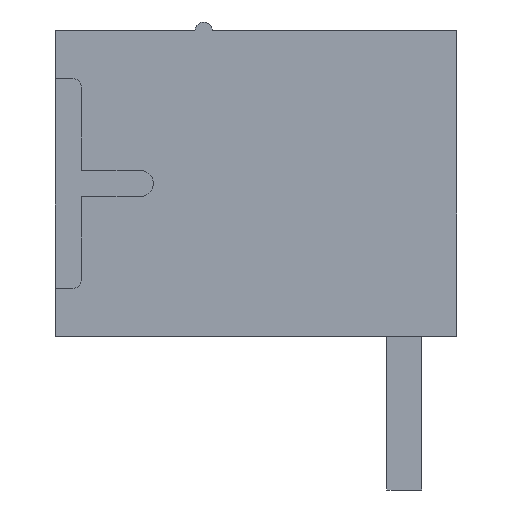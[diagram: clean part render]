
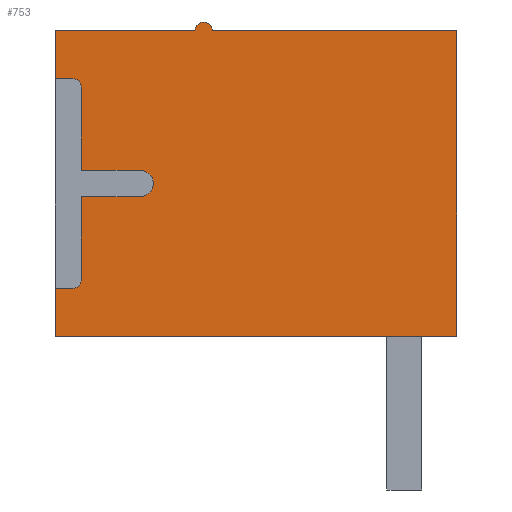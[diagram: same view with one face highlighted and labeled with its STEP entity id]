
A CAD part, left-side view. The second image highlights one B-rep face of the part: STEP entity #753.
In plain terms, the highlighted planar face has unit normal (-1, 0, 0).
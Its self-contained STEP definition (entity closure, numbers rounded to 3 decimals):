
#753=ADVANCED_FACE('3577',(#1877),#1878,.T.);
#1877=FACE_OUTER_BOUND('',#3015,.T.);
#1878=PLANE('',#3016);
#3015=EDGE_LOOP('',(#7468,#7469,#7470,#7471,#7472,#7473,#7474,#7475,#7476,#7477,#7478,#7479,#7480,#7481,#7482,#7483,#7484));
#3016=AXIS2_PLACEMENT_3D('',#7485,#7486,#7487);
#7468=ORIENTED_EDGE('',*,*,#9009,.F.);
#7469=ORIENTED_EDGE('',*,*,#9010,.T.);
#7470=ORIENTED_EDGE('',*,*,#9011,.F.);
#7471=ORIENTED_EDGE('',*,*,#9012,.F.);
#7472=ORIENTED_EDGE('',*,*,#9013,.F.);
#7473=ORIENTED_EDGE('',*,*,#9014,.F.);
#7474=ORIENTED_EDGE('',*,*,#9015,.F.);
#7475=ORIENTED_EDGE('',*,*,#9016,.F.);
#7476=ORIENTED_EDGE('',*,*,#9017,.F.);
#7477=ORIENTED_EDGE('',*,*,#9018,.F.);
#7478=ORIENTED_EDGE('',*,*,#9019,.F.);
#7479=ORIENTED_EDGE('',*,*,#8999,.T.);
#7480=ORIENTED_EDGE('',*,*,#9008,.T.);
#7481=ORIENTED_EDGE('',*,*,#9020,.F.);
#7482=ORIENTED_EDGE('',*,*,#9021,.F.);
#7483=ORIENTED_EDGE('',*,*,#8997,.F.);
#7484=ORIENTED_EDGE('',*,*,#9022,.F.);
#7485=CARTESIAN_POINT('',(-23.15,4.6,-3.5));
#7486=DIRECTION('',(-1.0,0.0,0.0));
#7487=DIRECTION('',(0.0,0.0,1.0));
#8997=EDGE_CURVE('3883',#11368,#11364,#11370,.T.);
#8999=EDGE_CURVE('3838',#11374,#11371,#11375,.T.);
#9008=EDGE_CURVE('3844',#11371,#11387,#11389,.T.);
#9009=EDGE_CURVE('4410',#11390,#11391,#11392,.T.);
#9010=EDGE_CURVE('4404',#11390,#11393,#11394,.T.);
#9011=EDGE_CURVE('4403',#11395,#11393,#11396,.T.);
#9012=EDGE_CURVE('4402',#11397,#11395,#11398,.T.);
#9013=EDGE_CURVE('4401',#11399,#11397,#11400,.T.);
#9014=EDGE_CURVE('4400',#11401,#11399,#11402,.T.);
#9015=EDGE_CURVE('4408',#11403,#11401,#11404,.T.);
#9016=EDGE_CURVE('4407',#11405,#11403,#11406,.T.);
#9017=EDGE_CURVE('4406',#11407,#11405,#11408,.T.);
#9018=EDGE_CURVE('4405',#11409,#11407,#11410,.T.);
#9019=EDGE_CURVE('4409',#11374,#11409,#11411,.T.);
#9020=EDGE_CURVE('3880',#11412,#11387,#11413,.T.);
#9021=EDGE_CURVE('3883',#11364,#11412,#11414,.T.);
#9022=EDGE_CURVE('3879',#11391,#11368,#11415,.T.);
#11364=VERTEX_POINT('',#14997);
#11368=VERTEX_POINT('',#15002);
#11370=CIRCLE('',#15005,0.2);
#11371=VERTEX_POINT('',#15006);
#11374=VERTEX_POINT('',#15010);
#11375=LINE('',#15011,#15012);
#11387=VERTEX_POINT('',#15030);
#11389=LINE('',#15033,#15034);
#11390=VERTEX_POINT('',#15035);
#11391=VERTEX_POINT('',#15036);
#11392=LINE('',#15037,#15038);
#11393=VERTEX_POINT('',#15039);
#11394=LINE('',#15040,#15041);
#11395=VERTEX_POINT('',#15042);
#11396=CIRCLE('',#15043,0.2);
#11397=VERTEX_POINT('',#15044);
#11398=LINE('',#15045,#15046);
#11399=VERTEX_POINT('',#15047);
#11400=LINE('',#15048,#15049);
#11401=VERTEX_POINT('',#15050);
#11402=CIRCLE('',#15051,0.3);
#11403=VERTEX_POINT('',#15052);
#11404=LINE('',#15053,#15054);
#11405=VERTEX_POINT('',#15055);
#11406=LINE('',#15056,#15057);
#11407=VERTEX_POINT('',#15058);
#11408=CIRCLE('',#15059,0.2);
#11409=VERTEX_POINT('',#15060);
#11410=LINE('',#15061,#15062);
#11411=LINE('',#15063,#15064);
#11412=VERTEX_POINT('',#15065);
#11413=LINE('',#15066,#15067);
#11414=CIRCLE('',#15068,0.2);
#11415=LINE('',#15069,#15070);
#14997=CARTESIAN_POINT('',(-23.15,1.2,3.7));
#15002=CARTESIAN_POINT('',(-23.15,1.4,3.5));
#15005=AXIS2_PLACEMENT_3D('',#17023,#17024,#17025);
#15006=CARTESIAN_POINT('',(-23.15,-4.6,-3.5));
#15010=CARTESIAN_POINT('',(-23.15,4.6,-3.5));
#15011=CARTESIAN_POINT('',(-23.15,4.6,-3.5));
#15012=VECTOR('',#17027,9.2);
#15030=CARTESIAN_POINT('',(-23.15,-4.6,3.5));
#15033=CARTESIAN_POINT('',(-23.15,-4.6,-3.5));
#15034=VECTOR('',#17038,7.0);
#15035=CARTESIAN_POINT('',(-23.15,4.6,2.4));
#15036=CARTESIAN_POINT('',(-23.15,4.6,3.5));
#15037=CARTESIAN_POINT('',(-23.15,4.6,2.4));
#15038=VECTOR('',#17039,1.1);
#15039=CARTESIAN_POINT('',(-23.15,4.2,2.4));
#15040=CARTESIAN_POINT('',(-23.15,4.6,2.4));
#15041=VECTOR('',#17040,0.4);
#15042=CARTESIAN_POINT('',(-23.15,4.0,2.2));
#15043=AXIS2_PLACEMENT_3D('',#17041,#17042,#17043);
#15044=CARTESIAN_POINT('',(-23.15,4.0,0.3));
#15045=CARTESIAN_POINT('',(-23.15,4.0,0.3));
#15046=VECTOR('',#17044,1.9);
#15047=CARTESIAN_POINT('',(-23.15,2.65,0.3));
#15048=CARTESIAN_POINT('',(-23.15,2.65,0.3));
#15049=VECTOR('',#17045,1.35);
#15050=CARTESIAN_POINT('',(-23.15,2.65,-0.3));
#15051=AXIS2_PLACEMENT_3D('',#17046,#17047,#17048);
#15052=CARTESIAN_POINT('',(-23.15,4.0,-0.3));
#15053=CARTESIAN_POINT('',(-23.15,4.0,-0.3));
#15054=VECTOR('',#17049,1.35);
#15055=CARTESIAN_POINT('',(-23.15,4.0,-2.2));
#15056=CARTESIAN_POINT('',(-23.15,4.0,-2.2));
#15057=VECTOR('',#17050,1.9);
#15058=CARTESIAN_POINT('',(-23.15,4.2,-2.4));
#15059=AXIS2_PLACEMENT_3D('',#17051,#17052,#17053);
#15060=CARTESIAN_POINT('',(-23.15,4.6,-2.4));
#15061=CARTESIAN_POINT('',(-23.15,4.6,-2.4));
#15062=VECTOR('',#17054,0.4);
#15063=CARTESIAN_POINT('',(-23.15,4.6,-3.5));
#15064=VECTOR('',#17055,1.1);
#15065=CARTESIAN_POINT('',(-23.15,1.0,3.5));
#15066=CARTESIAN_POINT('',(-23.15,1.0,3.5));
#15067=VECTOR('',#17056,5.6);
#15068=AXIS2_PLACEMENT_3D('',#17057,#17058,#17059);
#15069=CARTESIAN_POINT('',(-23.15,4.6,3.5));
#15070=VECTOR('',#17060,3.2);
#17023=CARTESIAN_POINT('',(-23.15,1.2,3.5));
#17024=DIRECTION('',(1.0,0.0,0.0));
#17025=DIRECTION('',(0.0,1.0,0.0));
#17027=DIRECTION('',(0.0,-1.0,0.0));
#17038=DIRECTION('',(0.0,0.0,1.0));
#17039=DIRECTION('',(0.0,0.0,1.0));
#17040=DIRECTION('',(0.0,-1.0,0.0));
#17041=CARTESIAN_POINT('',(-23.15,4.2,2.2));
#17042=DIRECTION('',(-1.0,0.0,0.0));
#17043=DIRECTION('',(0.0,-1.0,0.0));
#17044=DIRECTION('',(0.0,0.0,1.0));
#17045=DIRECTION('',(0.0,1.0,0.0));
#17046=CARTESIAN_POINT('',(-23.15,2.65,0.0));
#17047=DIRECTION('',(-1.0,0.0,0.0));
#17048=DIRECTION('',(0.0,0.0,-1.0));
#17049=DIRECTION('',(0.0,-1.0,0.0));
#17050=DIRECTION('',(0.0,0.0,1.0));
#17051=CARTESIAN_POINT('',(-23.15,4.2,-2.2));
#17052=DIRECTION('',(-1.0,-0.0,0.0));
#17053=DIRECTION('',(0.0,0.,-1.0));
#17054=DIRECTION('',(0.0,-1.0,0.0));
#17055=DIRECTION('',(0.0,0.0,1.0));
#17056=DIRECTION('',(0.0,-1.0,0.0));
#17057=CARTESIAN_POINT('',(-23.15,1.2,3.5));
#17058=DIRECTION('',(1.0,0.0,0.0));
#17059=DIRECTION('',(0.0,1.0,0.0));
#17060=DIRECTION('',(0.0,-1.0,0.0));
